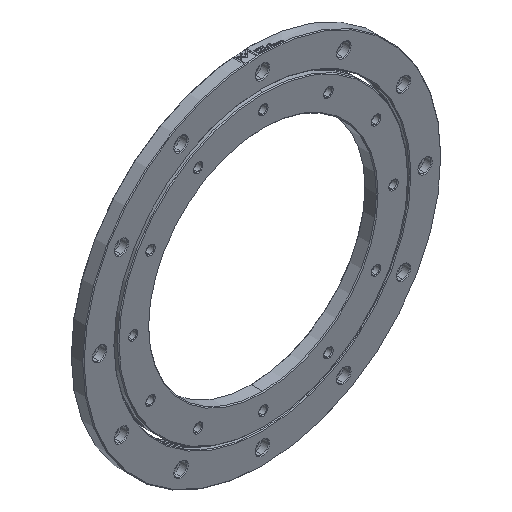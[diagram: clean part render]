
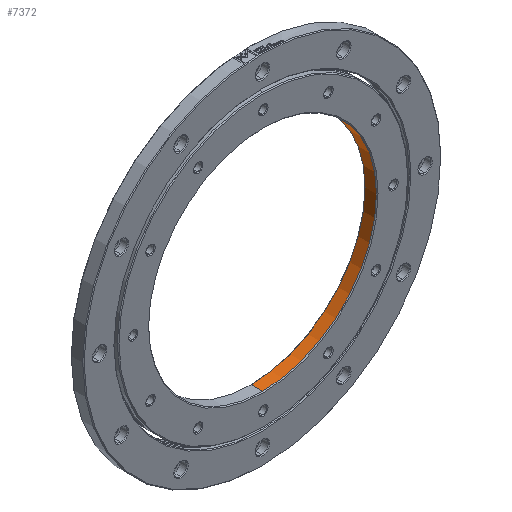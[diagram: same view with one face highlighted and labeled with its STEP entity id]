
A CAD part, isometric view. The second image highlights one B-rep face of the part: STEP entity #7372.
In plain terms, the highlighted cylindrical face has radius 70 mm (diameter 140 mm), a partial arc.
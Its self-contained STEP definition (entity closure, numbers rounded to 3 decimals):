
#5322=CYLINDRICAL_SURFACE('',#18182,70.);
#5700=LINE('',#22601,#6560);
#5701=LINE('',#22602,#6561);
#6560=VECTOR('',#19527,1.);
#6561=VECTOR('',#19528,1.);
#7372=ADVANCED_FACE('',(#8215),#5322,.F.);
#8215=FACE_OUTER_BOUND('',#9031,.T.);
#9031=EDGE_LOOP('',(#10219,#10220,#10221,#10222));
#10219=ORIENTED_EDGE('',*,*,#15615,.T.);
#10220=ORIENTED_EDGE('',*,*,#15645,.T.);
#10221=ORIENTED_EDGE('',*,*,#15616,.F.);
#10222=ORIENTED_EDGE('',*,*,#15646,.T.);
#14215=VERTEX_POINT('',#22534);
#14216=VERTEX_POINT('',#22535);
#14219=VERTEX_POINT('',#22543);
#14220=VERTEX_POINT('',#22544);
#15615=EDGE_CURVE('',#14219,#14216,#5700,.T.);
#15616=EDGE_CURVE('',#14220,#14215,#5701,.T.);
#15645=EDGE_CURVE('',#14216,#14215,#17605,.T.);
#15646=EDGE_CURVE('',#14220,#14219,#17606,.T.);
#17605=CIRCLE('',#18180,70.);
#17606=CIRCLE('',#18181,70.);
#18180=AXIS2_PLACEMENT_3D('',#22634,#19591,#19592);
#18181=AXIS2_PLACEMENT_3D('',#22635,#19593,#19594);
#18182=AXIS2_PLACEMENT_3D('',#22636,#19595,#19596);
#19527=DIRECTION('',(0.,1.,0.));
#19528=DIRECTION('',(0.,1.,0.));
#19591=DIRECTION('',(0.,1.,0.));
#19592=DIRECTION('',(0.,0.,-1.));
#19593=DIRECTION('',(0.,-1.,0.));
#19594=DIRECTION('',(0.,0.,1.));
#19595=DIRECTION('',(0.,-1.,0.));
#19596=DIRECTION('',(0.,0.,-1.));
#22534=CARTESIAN_POINT('',(0.,7.5,-70.));
#22535=CARTESIAN_POINT('',(0.,7.5,70.));
#22543=CARTESIAN_POINT('',(0.,0.5,70.));
#22544=CARTESIAN_POINT('',(0.,0.5,-70.));
#22601=CARTESIAN_POINT('',(0.,0.,70.));
#22602=CARTESIAN_POINT('',(0.,0.,-70.));
#22634=CARTESIAN_POINT('',(0.,7.5,0.));
#22635=CARTESIAN_POINT('',(0.,0.5,0.));
#22636=CARTESIAN_POINT('',(0.,0.,0.));
